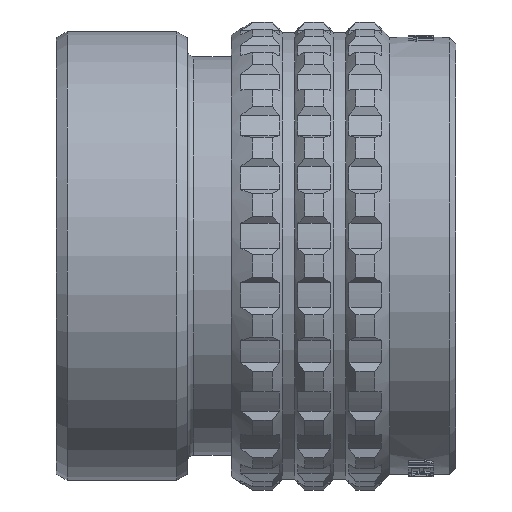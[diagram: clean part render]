
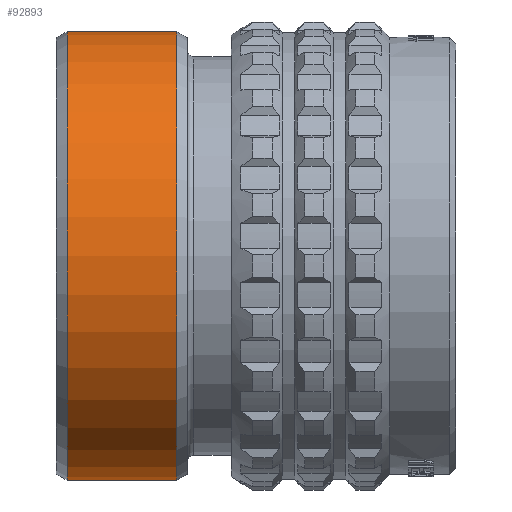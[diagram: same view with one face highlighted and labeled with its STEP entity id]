
A CAD part, top view. The second image highlights one B-rep face of the part: STEP entity #92893.
In plain terms, the highlighted cylindrical face has radius 17.975 mm (diameter 35.95 mm), a partial arc.
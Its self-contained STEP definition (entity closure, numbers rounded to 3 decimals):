
#18974=DIRECTION('',(1.,0.,0.));
#18975=VECTOR('',#18974,8.768);
#18976=CARTESIAN_POINT('',(-9.634,17.975,0.));
#18977=LINE('3949',#18976,#18975);
#18978=DIRECTION('',(1.,0.,0.));
#18979=VECTOR('',#18978,8.768);
#18980=CARTESIAN_POINT('',(-9.634,-17.975,0.));
#18981=LINE('3958',#18980,#18979);
#18982=CARTESIAN_POINT('',(-9.634,0.,0.));
#18983=DIRECTION('',(1.,0.,0.));
#18984=DIRECTION('',(0.,1.,0.));
#18985=AXIS2_PLACEMENT_3D('',#18982,#18983,#18984);
#18995=CARTESIAN_POINT('',(-0.866,0.,0.));
#18996=DIRECTION('',(1.,0.,0.));
#18997=DIRECTION('',(0.,1.,0.));
#18998=AXIS2_PLACEMENT_3D('',#18995,#18996,#18997);
#45736=CARTESIAN_POINT('',(-9.634,17.975,0.));
#45738=VERTEX_POINT('',#45736);
#45739=CARTESIAN_POINT('',(-0.866,17.975,0.));
#45740=VERTEX_POINT('',#45739);
#45748=CARTESIAN_POINT('',(-9.634,-17.975,0.));
#45750=VERTEX_POINT('',#45748);
#45751=CARTESIAN_POINT('',(-0.866,-17.975,0.));
#45752=VERTEX_POINT('',#45751);
#92881=CARTESIAN_POINT('',(23.1,0.,0.));
#92882=DIRECTION('',(-1.,0.,0.));
#92883=DIRECTION('',(0.,-1.,0.));
#92884=AXIS2_PLACEMENT_3D('',#92881,#92882,#92883);
#92885=CYLINDRICAL_SURFACE('270',#92884,17.975);
#92886=ORIENTED_EDGE('3949',*,*,#92864,.T.);
#92888=ORIENTED_EDGE('3989',*,*,#92887,.T.);
#92889=ORIENTED_EDGE('3958',*,*,#92867,.F.);
#92890=ORIENTED_EDGE('3988',*,*,#92824,.F.);
#92891=EDGE_LOOP('270',(#92886,#92888,#92889,#92890));
#92892=FACE_OUTER_BOUND('270',#92891,.F.);
#18986=CIRCLE('3988',#18985,17.975);
#18999=CIRCLE('3989',#18998,17.975);
#92824=EDGE_CURVE('3988',#45738,#45750,#18986,.T.);
#92864=EDGE_CURVE('3949',#45738,#45740,#18977,.T.);
#92867=EDGE_CURVE('3958',#45750,#45752,#18981,.T.);
#92887=EDGE_CURVE('3989',#45740,#45752,#18999,.T.);
#92893=ADVANCED_FACE('270',(#92892),#92885,.T.);
